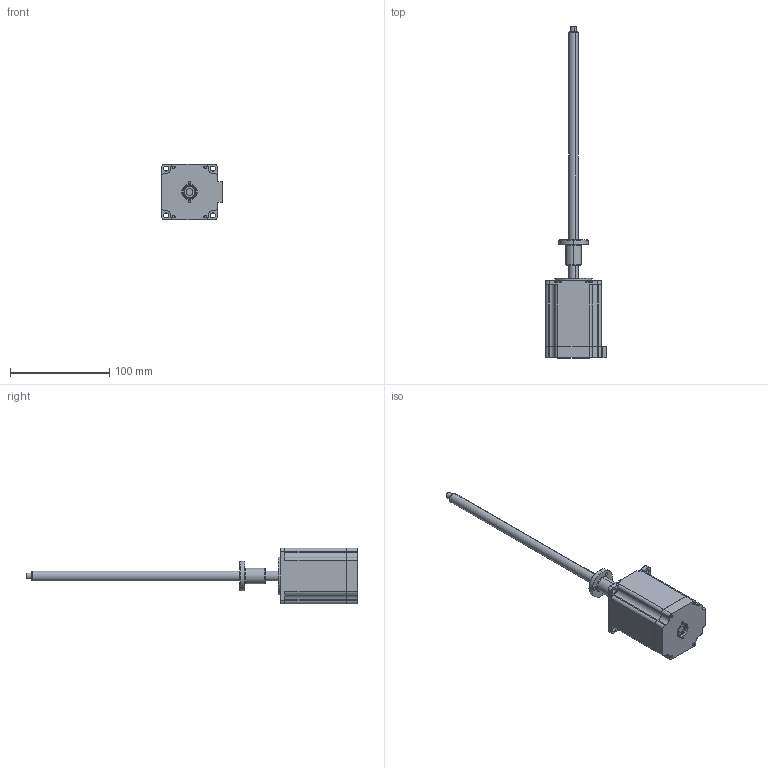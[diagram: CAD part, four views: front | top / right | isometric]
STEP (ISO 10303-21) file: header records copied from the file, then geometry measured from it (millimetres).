
FILE_DESCRIPTION (( 'STEP AP203' ), '1' );
FILE_NAME ('LE23AS-T10105-250-AR2-S-150.STEP', '2018-08-10T03:28:44', ( '' ), ( '' ), 'SwSTEP 2.0', 'SolidWorks 2014', '' );
FILE_SCHEMA (( 'CONFIG_CONTROL_DESIGN' ));
Length unit declared in the file: millimetre
Products named in the file (1): LE23AS-T10105-250-AR2-S-150
Bounding box: 61.2 x 334.5 x 56.2 mm (x, y, z)
Surface area: 41037.5 mm2 (no closed solid volume)
Topology: 0 solids, 20 shells, 308 faces, 985 edges, 682 vertices
Faces by surface type: plane 140, cylinder 98, cone 56, sphere 8, torus 6
Entity records: 11255 total; most frequent: CARTESIAN_POINT 2450, DIRECTION 1879, ORIENTED_EDGE 1640, EDGE_CURVE 985, VERTEX_POINT 682, AXIS2_PLACEMENT_3D 663, VECTOR 553, LINE 553
